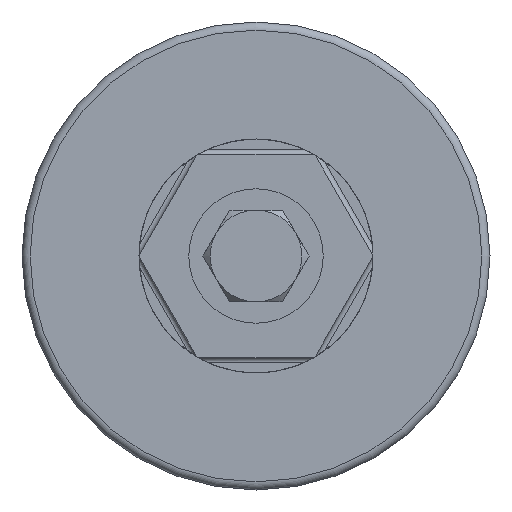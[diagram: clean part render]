
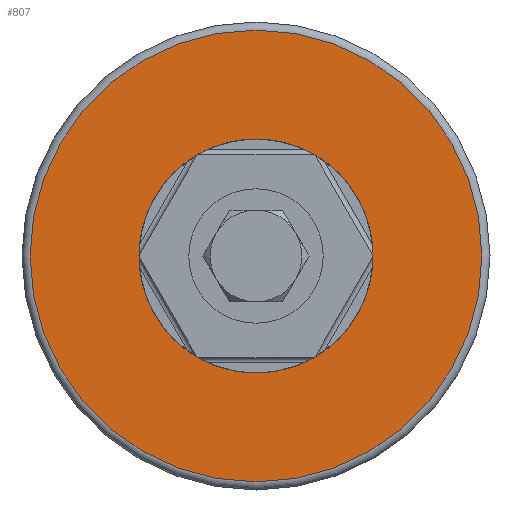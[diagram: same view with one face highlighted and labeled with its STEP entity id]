
A CAD part, front view. The second image highlights one B-rep face of the part: STEP entity #807.
In plain terms, the highlighted planar face has unit normal (0, -1, 0).
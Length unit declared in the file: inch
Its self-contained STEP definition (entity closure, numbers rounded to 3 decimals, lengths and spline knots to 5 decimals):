
#33 = CARTESIAN_POINT ( 'NONE',  ( 0., 0.63, -1.39 ) ) ;
#74 = AXIS2_PLACEMENT_3D ( 'NONE', #808, #817, #300 ) ;
#125 = PLANE ( 'NONE',  #74 ) ;
#240 = DIRECTION ( 'NONE',  ( 0., 0., -1. ) ) ;
#300 = DIRECTION ( 'NONE',  ( 0., 0., -1. ) ) ;
#404 = ORIENTED_EDGE ( 'NONE', *, *, #1701, .T. ) ;
#437 = EDGE_CURVE ( 'NONE', #1205, #1205, #1741, .T. ) ;
#465 = VERTEX_POINT ( 'NONE', #33 ) ;
#525 = CARTESIAN_POINT ( 'NONE',  ( 0., 0.63, 0. ) ) ;
#576 = AXIS2_PLACEMENT_3D ( 'NONE', #2120, #2139, #240 ) ;
#807 = ADVANCED_FACE ( 'NONE', ( #2186, #1671 ), #125, .T. ) ;
#808 = CARTESIAN_POINT ( 'NONE',  ( 0., 0.63, 0. ) ) ;
#817 = DIRECTION ( 'NONE',  ( 0., -1., 0. ) ) ;
#1067 = DIRECTION ( 'NONE',  ( 0., 0., -1. ) ) ;
#1186 = AXIS2_PLACEMENT_3D ( 'NONE', #525, #1580, #1067 ) ;
#1205 = VERTEX_POINT ( 'NONE', #1770 ) ;
#1377 = EDGE_LOOP ( 'NONE', ( #1577 ) ) ;
#1577 = ORIENTED_EDGE ( 'NONE', *, *, #437, .F. ) ;
#1580 = DIRECTION ( 'NONE',  ( 0., -1., 0. ) ) ;
#1671 = FACE_BOUND ( 'NONE', #1377, .T. ) ;
#1701 = EDGE_CURVE ( 'NONE', #465, #465, #2005, .T. ) ;
#1708 = EDGE_LOOP ( 'NONE', ( #404 ) ) ;
#1741 = CIRCLE ( 'NONE', #1186, 0.72 ) ;
#1770 = CARTESIAN_POINT ( 'NONE',  ( 0., 0.63, -0.72 ) ) ;
#2005 = CIRCLE ( 'NONE', #576, 1.39 ) ;
#2120 = CARTESIAN_POINT ( 'NONE',  ( 0., 0.63, 0. ) ) ;
#2139 = DIRECTION ( 'NONE',  ( 0., -1., 0. ) ) ;
#2186 = FACE_OUTER_BOUND ( 'NONE', #1708, .T. ) ;
